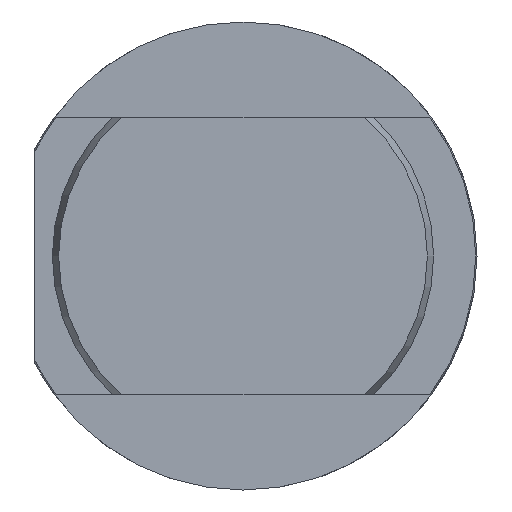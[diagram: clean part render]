
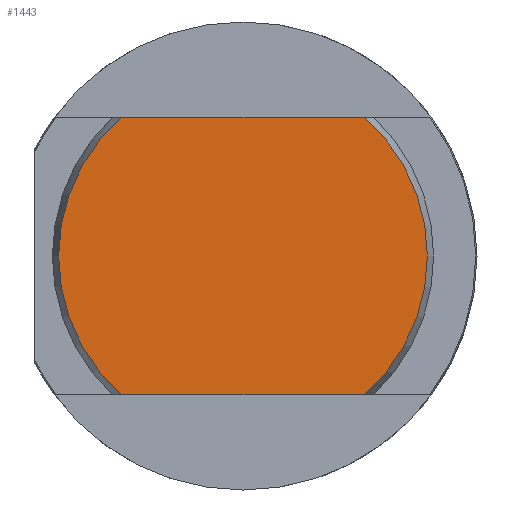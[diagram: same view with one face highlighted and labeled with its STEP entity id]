
A CAD part, left-side view. The second image highlights one B-rep face of the part: STEP entity #1443.
In plain terms, the highlighted planar face has unit normal (-1, 0, 0).
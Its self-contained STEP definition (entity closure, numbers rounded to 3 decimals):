
#195 = EDGE_LOOP ( 'NONE', ( #2310, #2247, #2218, #2232 ) ) ;
#390 = EDGE_CURVE ( 'NONE', #2420, #2422, #1050, .T. ) ;
#402 = EDGE_CURVE ( 'NONE', #2420, #2382, #1057, .T. ) ;
#403 = EDGE_CURVE ( 'NONE', #2426, #2382, #1063, .T. ) ;
#404 = EDGE_CURVE ( 'NONE', #2426, #2422, #1052, .T. ) ;
#626 = AXIS2_PLACEMENT_3D ( 'NONE', #2826, #2831, #2832 ) ;
#631 = AXIS2_PLACEMENT_3D ( 'NONE', #2862, #2874, #2875 ) ;
#796 = AXIS2_PLACEMENT_3D ( 'NONE', #3649, #3684, #3685 ) ;
#1050 = CIRCLE ( 'NONE', #626, 10.636 ) ;
#1052 = LINE ( 'NONE', #2876, #1059 ) ;
#1057 = LINE ( 'NONE', #2871, #1058 ) ;
#1058 = VECTOR ( 'NONE', #2872, 1000. ) ;
#1059 = VECTOR ( 'NONE', #2877, 1000. ) ;
#1063 = CIRCLE ( 'NONE', #631, 10.636 ) ;
#1443 = ADVANCED_FACE ( 'NONE', ( #1458 ), #3677, .F. ) ;
#1458 = FACE_OUTER_BOUND ( 'NONE', #195, .T. ) ;
#2218 = ORIENTED_EDGE ( 'NONE', *, *, #390, .T. ) ;
#2232 = ORIENTED_EDGE ( 'NONE', *, *, #404, .F. ) ;
#2247 = ORIENTED_EDGE ( 'NONE', *, *, #402, .F. ) ;
#2310 = ORIENTED_EDGE ( 'NONE', *, *, #403, .T. ) ;
#2382 = VERTEX_POINT ( 'NONE', #3906 ) ;
#2420 = VERTEX_POINT ( 'NONE', #3941 ) ;
#2422 = VERTEX_POINT ( 'NONE', #3943 ) ;
#2426 = VERTEX_POINT ( 'NONE', #3947 ) ;
#2826 = CARTESIAN_POINT ( 'NONE',  ( 0., 0., 0. ) ) ;
#2831 = DIRECTION ( 'NONE',  ( -1., 0., 0. ) ) ;
#2832 = DIRECTION ( 'NONE',  ( 0., 0., -1. ) ) ;
#2862 = CARTESIAN_POINT ( 'NONE',  ( 0., 0., 0. ) ) ;
#2871 = CARTESIAN_POINT ( 'NONE',  ( 0., 12.75, -8. ) ) ;
#2872 = DIRECTION ( 'NONE',  ( 0., 1., 0. ) ) ;
#2874 = DIRECTION ( 'NONE',  ( -1., 0., 0. ) ) ;
#2875 = DIRECTION ( 'NONE',  ( 0., 0., -1. ) ) ;
#2876 = CARTESIAN_POINT ( 'NONE',  ( 0., 12.75, 8. ) ) ;
#2877 = DIRECTION ( 'NONE',  ( 0., -1., 0. ) ) ;
#3649 = CARTESIAN_POINT ( 'NONE',  ( 0., 0., 0. ) ) ;
#3677 = PLANE ( 'NONE',  #796 ) ;
#3684 = DIRECTION ( 'NONE',  ( 1., 0., 0. ) ) ;
#3685 = DIRECTION ( 'NONE',  ( 0., 0., -1. ) ) ;
#3906 = CARTESIAN_POINT ( 'NONE',  ( 0., 7.009, -8. ) ) ;
#3941 = CARTESIAN_POINT ( 'NONE',  ( 0., -7.009, -8. ) ) ;
#3943 = CARTESIAN_POINT ( 'NONE',  ( 0., -7.009, 8. ) ) ;
#3947 = CARTESIAN_POINT ( 'NONE',  ( 0., 7.009, 8. ) ) ;
